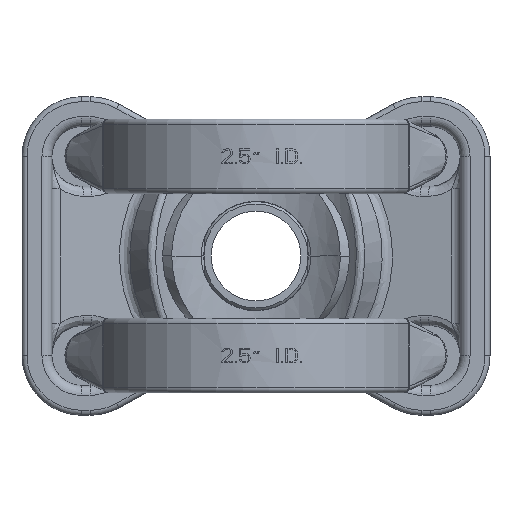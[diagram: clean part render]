
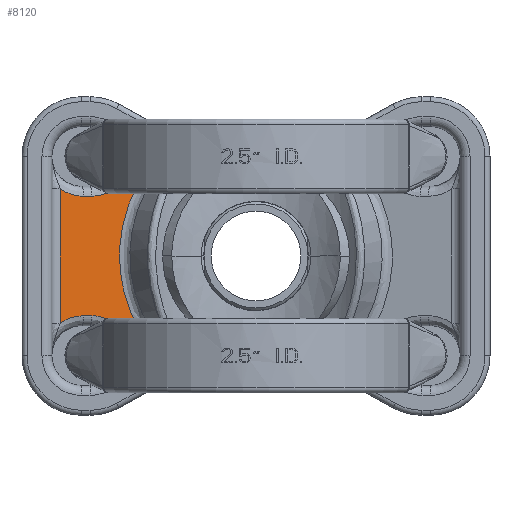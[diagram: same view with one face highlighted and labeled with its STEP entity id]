
A CAD part, front view. The second image highlights one B-rep face of the part: STEP entity #8120.
In plain terms, the highlighted planar face has unit normal (0.171, -0.985, 0).
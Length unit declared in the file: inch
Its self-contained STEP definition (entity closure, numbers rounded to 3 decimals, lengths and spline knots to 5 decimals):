
#1446=DIRECTION('',(-0.864,-0.15,-0.481));
#1447=VECTOR('',#1446,0.25163);
#1448=CARTESIAN_POINT('',(-1.34499,0.64925,
-1.11298));
#1449=LINE('',#1448,#1447);
#1450=CARTESIAN_POINT('',(-1.56234,0.61145,
-1.23402));
#1451=CARTESIAN_POINT('',(-1.56325,0.61129,
-1.20553));
#1452=CARTESIAN_POINT('',(-1.56983,0.61014,
-1.1496));
#1453=CARTESIAN_POINT('',(-1.59387,0.60596,
-1.06778));
#1454=CARTESIAN_POINT('',(-1.63144,0.59943,
-0.99121));
#1455=CARTESIAN_POINT('',(-1.68159,0.59071,
-0.92188));
#1456=CARTESIAN_POINT('',(-1.74299,0.58003,
-0.86187));
#1457=CARTESIAN_POINT('',(-1.81398,0.56768,
-0.81307));
#1458=CARTESIAN_POINT('',(-1.89238,0.55405,
-0.77702));
#1459=CARTESIAN_POINT('',(-1.9766,0.5394,
-0.75486));
#1460=CARTESIAN_POINT('',(-2.03331,0.52954,
-0.75));
#1461=CARTESIAN_POINT('',(-2.06208,0.52453,
-0.75));
#1463=DIRECTION('',(-0.985,-0.171,0.));
#1464=VECTOR('',#1463,0.10556);
#1465=CARTESIAN_POINT('',(-2.06208,0.52453,
-0.75));
#1466=LINE('',#1465,#1464);
#1467=CARTESIAN_POINT('',(-2.16608,0.50644,
-0.75));
#1468=CARTESIAN_POINT('',(-2.19223,0.5019,
-0.75));
#1469=CARTESIAN_POINT('',(-2.2439,0.49291,
-0.75404));
#1470=CARTESIAN_POINT('',(-2.32069,0.47956,
-0.77232));
#1471=CARTESIAN_POINT('',(-2.39337,0.46691,
-0.80238));
#1472=CARTESIAN_POINT('',(-2.43769,0.45921,
-0.82939));
#1473=CARTESIAN_POINT('',(-2.45892,0.45552,
-0.84473));
#1475=DIRECTION('',(0.,0.,1.));
#1476=VECTOR('',#1475,1.68946);
#1477=CARTESIAN_POINT('',(-2.45892,0.45552,
-0.84473));
#1478=LINE('',#1477,#1476);
#1479=CARTESIAN_POINT('',(-2.45892,0.45552,
0.84473));
#1480=CARTESIAN_POINT('',(-2.43769,0.45921,
0.82939));
#1481=CARTESIAN_POINT('',(-2.39337,0.46691,
0.80238));
#1482=CARTESIAN_POINT('',(-2.32069,0.47956,
0.77232));
#1483=CARTESIAN_POINT('',(-2.2439,0.49291,
0.75403));
#1484=CARTESIAN_POINT('',(-2.19223,0.5019,
0.75));
#1485=CARTESIAN_POINT('',(-2.16608,0.50644,
0.75));
#1487=DIRECTION('',(0.985,0.171,0.));
#1488=VECTOR('',#1487,0.10556);
#1489=CARTESIAN_POINT('',(-2.16608,0.50644,
0.75));
#1490=LINE('',#1489,#1488);
#1491=CARTESIAN_POINT('',(-2.06208,0.52453,
0.75));
#1492=CARTESIAN_POINT('',(-2.03331,0.52954,
0.75));
#1493=CARTESIAN_POINT('',(-1.9766,0.5394,
0.75486));
#1494=CARTESIAN_POINT('',(-1.89238,0.55405,
0.77702));
#1495=CARTESIAN_POINT('',(-1.81398,0.56768,
0.81307));
#1496=CARTESIAN_POINT('',(-1.74299,0.58003,
0.86188));
#1497=CARTESIAN_POINT('',(-1.68159,0.59071,
0.92188));
#1498=CARTESIAN_POINT('',(-1.63144,0.59943,
0.99122));
#1499=CARTESIAN_POINT('',(-1.59387,0.60596,
1.06778));
#1500=CARTESIAN_POINT('',(-1.56983,0.61014,
1.1496));
#1501=CARTESIAN_POINT('',(-1.56325,0.61129,
1.20553));
#1502=CARTESIAN_POINT('',(-1.56234,0.61145,
1.23402));
#1504=DIRECTION('',(0.864,0.15,-0.481));
#1505=VECTOR('',#1504,0.25163);
#1506=CARTESIAN_POINT('',(-1.56234,0.61145,
1.23402));
#1507=LINE('',#1506,#1505);
#1508=CARTESIAN_POINT('',(-1.34499,0.64925,
1.11298));
#1509=CARTESIAN_POINT('',(-1.3691,0.64505,
1.08055));
#1510=CARTESIAN_POINT('',(-1.41548,0.63699,
1.01379));
#1511=CARTESIAN_POINT('',(-1.4795,0.62585,
0.90732));
#1512=CARTESIAN_POINT('',(-1.53685,0.61588,
0.79565));
#1513=CARTESIAN_POINT('',(-1.58692,0.60717,
0.67949));
#1514=CARTESIAN_POINT('',(-1.62912,0.59983,
0.5598));
#1515=CARTESIAN_POINT('',(-1.66307,0.59393,
0.43756));
#1516=CARTESIAN_POINT('',(-1.68857,0.58949,
0.31366));
#1517=CARTESIAN_POINT('',(-1.70559,0.58653,
0.1885));
#1518=CARTESIAN_POINT('',(-1.71409,0.58505,
0.06258));
#1519=CARTESIAN_POINT('',(-1.71406,0.58506,
-0.06365));
#1520=CARTESIAN_POINT('',(-1.70547,0.58655,
-0.18964));
#1521=CARTESIAN_POINT('',(-1.68839,0.58952,
-0.31463));
#1522=CARTESIAN_POINT('',(-1.66292,0.59395,
-0.43815));
#1523=CARTESIAN_POINT('',(-1.62905,0.59984,
-0.56001));
#1524=CARTESIAN_POINT('',(-1.58694,0.60717,
-0.67941));
#1525=CARTESIAN_POINT('',(-1.53697,0.61586,
-0.7954));
#1526=CARTESIAN_POINT('',(-1.47967,0.62582,
-0.90702));
#1527=CARTESIAN_POINT('',(-1.41563,0.63696,
-1.01356));
#1528=CARTESIAN_POINT('',(-1.36917,0.64504,
-1.08046));
#1529=CARTESIAN_POINT('',(-1.34499,0.64925,
-1.11298));
#1556=CARTESIAN_POINT('',(-1.56234,0.61145,
-1.23402));
#1758=CARTESIAN_POINT('',(-2.45892,0.45552,
0.84473));
#5416=CARTESIAN_POINT('',(-2.16608,0.50644,
0.75));
#5417=CARTESIAN_POINT('',(-2.06208,0.52453,
0.75));
#5418=VERTEX_POINT('',#5416);
#5419=VERTEX_POINT('',#5417);
#5424=CARTESIAN_POINT('',(-2.06208,0.52453,
-0.75));
#5425=CARTESIAN_POINT('',(-2.16608,0.50644,
-0.75));
#5426=VERTEX_POINT('',#5424);
#5427=VERTEX_POINT('',#5425);
#5470=VERTEX_POINT('',#1556);
#5473=CARTESIAN_POINT('',(-1.34499,0.64925,
-1.11298));
#5474=VERTEX_POINT('',#5473);
#5479=VERTEX_POINT('',#1508);
#5483=CARTESIAN_POINT('',(-1.56234,0.61145,
1.23402));
#5484=VERTEX_POINT('',#5483);
#5488=VERTEX_POINT('',#1758);
#5491=CARTESIAN_POINT('',(-2.45892,0.45552,
-0.84473));
#5492=VERTEX_POINT('',#5491);
#8096=CARTESIAN_POINT('',(-2.5625,0.4375,-1.66916));
#8097=DIRECTION('',(0.171,-0.985,0.));
#8098=DIRECTION('',(0.,0.,-1.));
#8099=AXIS2_PLACEMENT_3D('',#8096,#8097,#8098);
#8100=PLANE('',#8099);
#8102=ORIENTED_EDGE('',*,*,#8101,.T.);
#8104=ORIENTED_EDGE('',*,*,#8103,.T.);
#8106=ORIENTED_EDGE('',*,*,#8105,.T.);
#8108=ORIENTED_EDGE('',*,*,#8107,.T.);
#8110=ORIENTED_EDGE('',*,*,#8109,.T.);
#8112=ORIENTED_EDGE('',*,*,#8111,.T.);
#8113=ORIENTED_EDGE('',*,*,#7949,.T.);
#8114=ORIENTED_EDGE('',*,*,#8027,.T.);
#8115=ORIENTED_EDGE('',*,*,#8087,.T.);
#8117=ORIENTED_EDGE('',*,*,#8116,.T.);
#8118=EDGE_LOOP('',(#8102,#8104,#8106,#8108,#8110,#8112,#8113,#8114,#8115,
#8117));
#8119=FACE_OUTER_BOUND('',#8118,.F.);
#1462=B_SPLINE_CURVE_WITH_KNOTS('',3,(#1450,#1451,#1452,#1453,#1454,#1455,#1456,
#1457,#1458,#1459,#1460,#1461),.UNSPECIFIED.,.F.,.F.,(4,1,1,1,1,1,1,1,1,4),
(0.,0.11111,0.22222,0.33333,0.44444,
0.55556,0.66667,0.77778,0.88889,1.),
.UNSPECIFIED.);
#1474=B_SPLINE_CURVE_WITH_KNOTS('',3,(#1467,#1468,#1469,#1470,#1471,#1472,
#1473),.UNSPECIFIED.,.F.,.F.,(4,1,1,1,4),(0.,0.25,0.5,0.75,1.),
.UNSPECIFIED.);
#1486=B_SPLINE_CURVE_WITH_KNOTS('',3,(#1479,#1480,#1481,#1482,#1483,#1484,
#1485),.UNSPECIFIED.,.F.,.F.,(4,1,1,1,4),(0.,0.25,0.5,0.75,1.),
.UNSPECIFIED.);
#1503=B_SPLINE_CURVE_WITH_KNOTS('',3,(#1491,#1492,#1493,#1494,#1495,#1496,#1497,
#1498,#1499,#1500,#1501,#1502),.UNSPECIFIED.,.F.,.F.,(4,1,1,1,1,1,1,1,1,4),
(0.,0.11111,0.22222,0.33333,0.44444,
0.55556,0.66667,0.77778,0.88889,1.),
.UNSPECIFIED.);
#1530=B_SPLINE_CURVE_WITH_KNOTS('',3,(#1508,#1509,#1510,#1511,#1512,#1513,#1514,
#1515,#1516,#1517,#1518,#1519,#1520,#1521,#1522,#1523,#1524,#1525,#1526,#1527,
#1528,#1529),.UNSPECIFIED.,.F.,.F.,(4,1,1,1,1,1,1,1,1,1,1,1,1,1,1,1,1,1,1,4),(
0.,0.05263,0.10526,0.15789,0.21053,
0.26316,0.31579,0.36842,0.42105,
0.47368,0.52632,0.57895,0.63158,
0.68421,0.73684,0.78947,0.84211,
0.89474,0.94737,1.),.UNSPECIFIED.);
#7949=EDGE_CURVE('',#5418,#5419,#1490,.T.);
#8027=EDGE_CURVE('',#5419,#5484,#1503,.T.);
#8087=EDGE_CURVE('',#5484,#5479,#1507,.T.);
#8101=EDGE_CURVE('',#5474,#5470,#1449,.T.);
#8103=EDGE_CURVE('',#5470,#5426,#1462,.T.);
#8105=EDGE_CURVE('',#5426,#5427,#1466,.T.);
#8107=EDGE_CURVE('',#5427,#5492,#1474,.T.);
#8109=EDGE_CURVE('',#5492,#5488,#1478,.T.);
#8111=EDGE_CURVE('',#5488,#5418,#1486,.T.);
#8116=EDGE_CURVE('',#5479,#5474,#1530,.T.);
#8120=ADVANCED_FACE('',(#8119),#8100,.T.);
